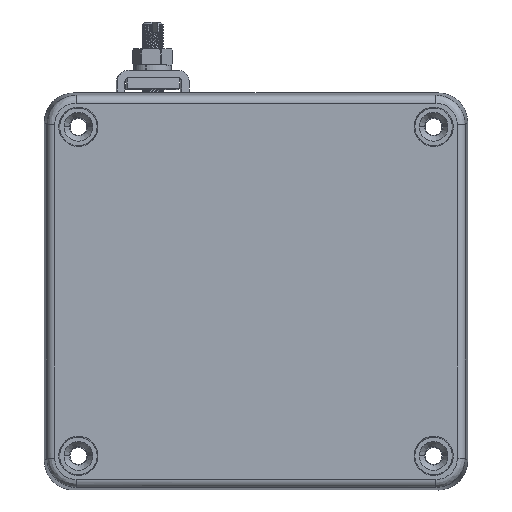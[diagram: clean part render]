
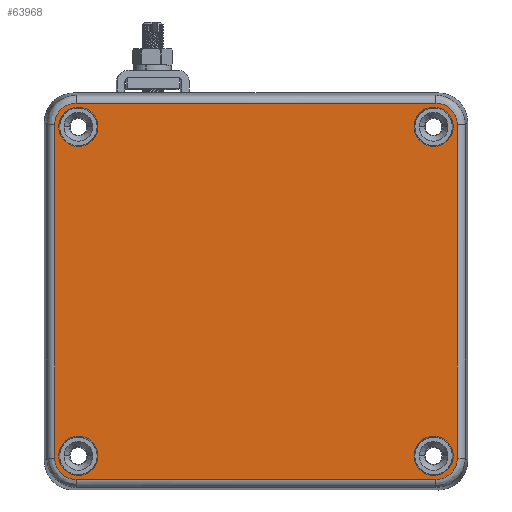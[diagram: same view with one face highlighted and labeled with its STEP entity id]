
A CAD part, top view. The second image highlights one B-rep face of the part: STEP entity #63968.
In plain terms, the highlighted planar face has unit normal (0, 0, 1).
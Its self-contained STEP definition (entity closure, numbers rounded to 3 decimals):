
#63153 = VERTEX_POINT('',#63154);
#63154 = CARTESIAN_POINT('',(37.75,-31.5,15.));
#63160 = EDGE_CURVE('',#63161,#63153,#63163,.T.);
#63161 = VERTEX_POINT('',#63162);
#63162 = CARTESIAN_POINT('',(30.25,-31.5,15.));
#63163 = CIRCLE('',#63164,3.75);
#63164 = AXIS2_PLACEMENT_3D('',#63165,#63166,#63167);
#63165 = CARTESIAN_POINT('',(34.,-31.5,15.));
#63166 = DIRECTION('',(0.,0.,1.));
#63167 = DIRECTION('',(1.,0.,0.));
#63195 = VERTEX_POINT('',#63196);
#63196 = CARTESIAN_POINT('',(-30.25,-31.5,15.));
#63202 = EDGE_CURVE('',#63203,#63195,#63205,.T.);
#63203 = VERTEX_POINT('',#63204);
#63204 = CARTESIAN_POINT('',(-37.75,-31.5,15.));
#63205 = CIRCLE('',#63206,3.75);
#63206 = AXIS2_PLACEMENT_3D('',#63207,#63208,#63209);
#63207 = CARTESIAN_POINT('',(-34.,-31.5,15.));
#63208 = DIRECTION('',(0.,0.,1.));
#63209 = DIRECTION('',(1.,0.,0.));
#63237 = VERTEX_POINT('',#63238);
#63238 = CARTESIAN_POINT('',(37.75,31.5,15.));
#63244 = EDGE_CURVE('',#63245,#63237,#63247,.T.);
#63245 = VERTEX_POINT('',#63246);
#63246 = CARTESIAN_POINT('',(30.25,31.5,15.));
#63247 = CIRCLE('',#63248,3.75);
#63248 = AXIS2_PLACEMENT_3D('',#63249,#63250,#63251);
#63249 = CARTESIAN_POINT('',(34.,31.5,15.));
#63250 = DIRECTION('',(0.,0.,1.));
#63251 = DIRECTION('',(1.,0.,0.));
#63279 = VERTEX_POINT('',#63280);
#63280 = CARTESIAN_POINT('',(-30.25,31.5,15.));
#63286 = EDGE_CURVE('',#63287,#63279,#63289,.T.);
#63287 = VERTEX_POINT('',#63288);
#63288 = CARTESIAN_POINT('',(-37.75,31.5,15.));
#63289 = CIRCLE('',#63290,3.75);
#63290 = AXIS2_PLACEMENT_3D('',#63291,#63292,#63293);
#63291 = CARTESIAN_POINT('',(-34.,31.5,15.));
#63292 = DIRECTION('',(0.,0.,1.));
#63293 = DIRECTION('',(1.,0.,0.));
#63968 = ADVANCED_FACE('',(#63969,#63979,#63989,#63999,#64009),#64099,
  .F.);
#63969 = FACE_BOUND('',#63970,.T.);
#63970 = EDGE_LOOP('',(#63971,#63978));
#63971 = ORIENTED_EDGE('',*,*,#63972,.F.);
#63972 = EDGE_CURVE('',#63153,#63161,#63973,.T.);
#63973 = CIRCLE('',#63974,3.75);
#63974 = AXIS2_PLACEMENT_3D('',#63975,#63976,#63977);
#63975 = CARTESIAN_POINT('',(34.,-31.5,15.));
#63976 = DIRECTION('',(0.,0.,1.));
#63977 = DIRECTION('',(1.,0.,0.));
#63978 = ORIENTED_EDGE('',*,*,#63160,.F.);
#63979 = FACE_BOUND('',#63980,.T.);
#63980 = EDGE_LOOP('',(#63981,#63988));
#63981 = ORIENTED_EDGE('',*,*,#63982,.F.);
#63982 = EDGE_CURVE('',#63195,#63203,#63983,.T.);
#63983 = CIRCLE('',#63984,3.75);
#63984 = AXIS2_PLACEMENT_3D('',#63985,#63986,#63987);
#63985 = CARTESIAN_POINT('',(-34.,-31.5,15.));
#63986 = DIRECTION('',(0.,0.,1.));
#63987 = DIRECTION('',(1.,0.,0.));
#63988 = ORIENTED_EDGE('',*,*,#63202,.F.);
#63989 = FACE_BOUND('',#63990,.T.);
#63990 = EDGE_LOOP('',(#63991,#63998));
#63991 = ORIENTED_EDGE('',*,*,#63992,.F.);
#63992 = EDGE_CURVE('',#63237,#63245,#63993,.T.);
#63993 = CIRCLE('',#63994,3.75);
#63994 = AXIS2_PLACEMENT_3D('',#63995,#63996,#63997);
#63995 = CARTESIAN_POINT('',(34.,31.5,15.));
#63996 = DIRECTION('',(0.,0.,1.));
#63997 = DIRECTION('',(1.,0.,0.));
#63998 = ORIENTED_EDGE('',*,*,#63244,.F.);
#63999 = FACE_BOUND('',#64000,.T.);
#64000 = EDGE_LOOP('',(#64001,#64008));
#64001 = ORIENTED_EDGE('',*,*,#64002,.F.);
#64002 = EDGE_CURVE('',#63279,#63287,#64003,.T.);
#64003 = CIRCLE('',#64004,3.75);
#64004 = AXIS2_PLACEMENT_3D('',#64005,#64006,#64007);
#64005 = CARTESIAN_POINT('',(-34.,31.5,15.));
#64006 = DIRECTION('',(0.,0.,1.));
#64007 = DIRECTION('',(1.,0.,0.));
#64008 = ORIENTED_EDGE('',*,*,#63286,.F.);
#64009 = FACE_BOUND('',#64010,.T.);
#64010 = EDGE_LOOP('',(#64011,#64027,#64035,#64049,#64057,#64071,#64079,
    #64093));
#64011 = ORIENTED_EDGE('',*,*,#64012,.F.);
#64012 = EDGE_CURVE('',#64013,#64015,#64017,.T.);
#64013 = VERTEX_POINT('',#64014);
#64014 = CARTESIAN_POINT('',(-34.43,-36.028,15.));
#64015 = VERTEX_POINT('',#64016);
#64016 = CARTESIAN_POINT('',(-38.528,-31.93,15.));
#64017 = B_SPLINE_CURVE_WITH_KNOTS('',5,(#64018,#64019,#64020,#64021,
    #64022,#64023,#64024,#64025,#64026),.UNSPECIFIED.,.F.,.F.,(6,3,6),(
    0.,0.296,1.),.UNSPECIFIED.);
#64018 = CARTESIAN_POINT('',(-34.43,-36.028,15.));
#64019 = CARTESIAN_POINT('',(-34.811,-36.028,15.));
#64020 = CARTESIAN_POINT('',(-35.191,-35.984,15.));
#64021 = CARTESIAN_POINT('',(-35.565,-35.895,15.));
#64022 = CARTESIAN_POINT('',(-36.783,-35.453,15.));
#64023 = CARTESIAN_POINT('',(-37.775,-34.558,15.));
#64024 = CARTESIAN_POINT('',(-38.277,-33.744,15.));
#64025 = CARTESIAN_POINT('',(-38.528,-32.837,15.));
#64026 = CARTESIAN_POINT('',(-38.528,-31.93,15.));
#64027 = ORIENTED_EDGE('',*,*,#64028,.F.);
#64028 = EDGE_CURVE('',#64029,#64013,#64031,.T.);
#64029 = VERTEX_POINT('',#64030);
#64030 = CARTESIAN_POINT('',(34.43,-36.028,15.));
#64031 = LINE('',#64032,#64033);
#64032 = CARTESIAN_POINT('',(0.,-36.028,15.));
#64033 = VECTOR('',#64034,1.);
#64034 = DIRECTION('',(-1.,0.,-0.));
#64035 = ORIENTED_EDGE('',*,*,#64036,.F.);
#64036 = EDGE_CURVE('',#64037,#64029,#64039,.T.);
#64037 = VERTEX_POINT('',#64038);
#64038 = CARTESIAN_POINT('',(38.528,-31.93,15.));
#64039 = B_SPLINE_CURVE_WITH_KNOTS('',5,(#64040,#64041,#64042,#64043,
    #64044,#64045,#64046,#64047,#64048),.UNSPECIFIED.,.F.,.F.,(6,3,6),(
    0.,0.296,1.),.UNSPECIFIED.);
#64040 = CARTESIAN_POINT('',(38.528,-31.93,15.));
#64041 = CARTESIAN_POINT('',(38.528,-32.311,15.));
#64042 = CARTESIAN_POINT('',(38.484,-32.691,15.));
#64043 = CARTESIAN_POINT('',(38.395,-33.065,15.));
#64044 = CARTESIAN_POINT('',(37.953,-34.283,15.));
#64045 = CARTESIAN_POINT('',(37.058,-35.275,15.));
#64046 = CARTESIAN_POINT('',(36.244,-35.777,15.));
#64047 = CARTESIAN_POINT('',(35.337,-36.028,15.));
#64048 = CARTESIAN_POINT('',(34.43,-36.028,15.));
#64049 = ORIENTED_EDGE('',*,*,#64050,.F.);
#64050 = EDGE_CURVE('',#64051,#64037,#64053,.T.);
#64051 = VERTEX_POINT('',#64052);
#64052 = CARTESIAN_POINT('',(38.528,31.93,15.));
#64053 = LINE('',#64054,#64055);
#64054 = CARTESIAN_POINT('',(38.528,0.,15.));
#64055 = VECTOR('',#64056,1.);
#64056 = DIRECTION('',(-0.,-1.,-0.));
#64057 = ORIENTED_EDGE('',*,*,#64058,.F.);
#64058 = EDGE_CURVE('',#64059,#64051,#64061,.T.);
#64059 = VERTEX_POINT('',#64060);
#64060 = CARTESIAN_POINT('',(34.43,36.028,15.));
#64061 = B_SPLINE_CURVE_WITH_KNOTS('',5,(#64062,#64063,#64064,#64065,
    #64066,#64067,#64068,#64069,#64070),.UNSPECIFIED.,.F.,.F.,(6,3,6),(
    0.,0.296,1.),.UNSPECIFIED.);
#64062 = CARTESIAN_POINT('',(34.43,36.028,15.));
#64063 = CARTESIAN_POINT('',(34.811,36.028,15.));
#64064 = CARTESIAN_POINT('',(35.191,35.984,15.));
#64065 = CARTESIAN_POINT('',(35.565,35.895,15.));
#64066 = CARTESIAN_POINT('',(36.783,35.453,15.));
#64067 = CARTESIAN_POINT('',(37.775,34.558,15.));
#64068 = CARTESIAN_POINT('',(38.277,33.744,15.));
#64069 = CARTESIAN_POINT('',(38.528,32.837,15.));
#64070 = CARTESIAN_POINT('',(38.528,31.93,15.));
#64071 = ORIENTED_EDGE('',*,*,#64072,.F.);
#64072 = EDGE_CURVE('',#64073,#64059,#64075,.T.);
#64073 = VERTEX_POINT('',#64074);
#64074 = CARTESIAN_POINT('',(-34.43,36.028,15.));
#64075 = LINE('',#64076,#64077);
#64076 = CARTESIAN_POINT('',(0.,36.028,15.));
#64077 = VECTOR('',#64078,1.);
#64078 = DIRECTION('',(1.,-0.,0.));
#64079 = ORIENTED_EDGE('',*,*,#64080,.F.);
#64080 = EDGE_CURVE('',#64081,#64073,#64083,.T.);
#64081 = VERTEX_POINT('',#64082);
#64082 = CARTESIAN_POINT('',(-38.528,31.93,15.));
#64083 = B_SPLINE_CURVE_WITH_KNOTS('',5,(#64084,#64085,#64086,#64087,
    #64088,#64089,#64090,#64091,#64092),.UNSPECIFIED.,.F.,.F.,(6,3,6),(
    0.,0.296,1.),.UNSPECIFIED.);
#64084 = CARTESIAN_POINT('',(-38.528,31.93,15.));
#64085 = CARTESIAN_POINT('',(-38.528,32.311,15.));
#64086 = CARTESIAN_POINT('',(-38.484,32.691,15.));
#64087 = CARTESIAN_POINT('',(-38.395,33.065,15.));
#64088 = CARTESIAN_POINT('',(-37.953,34.283,15.));
#64089 = CARTESIAN_POINT('',(-37.058,35.275,15.));
#64090 = CARTESIAN_POINT('',(-36.244,35.777,15.));
#64091 = CARTESIAN_POINT('',(-35.337,36.028,15.));
#64092 = CARTESIAN_POINT('',(-34.43,36.028,15.));
#64093 = ORIENTED_EDGE('',*,*,#64094,.F.);
#64094 = EDGE_CURVE('',#64015,#64081,#64095,.T.);
#64095 = LINE('',#64096,#64097);
#64096 = CARTESIAN_POINT('',(-38.528,0.,15.));
#64097 = VECTOR('',#64098,1.);
#64098 = DIRECTION('',(0.,1.,0.));
#64099 = PLANE('',#64100);
#64100 = AXIS2_PLACEMENT_3D('',#64101,#64102,#64103);
#64101 = CARTESIAN_POINT('',(0.,0.,15.));
#64102 = DIRECTION('',(0.,0.,-1.));
#64103 = DIRECTION('',(-1.,0.,-0.));
